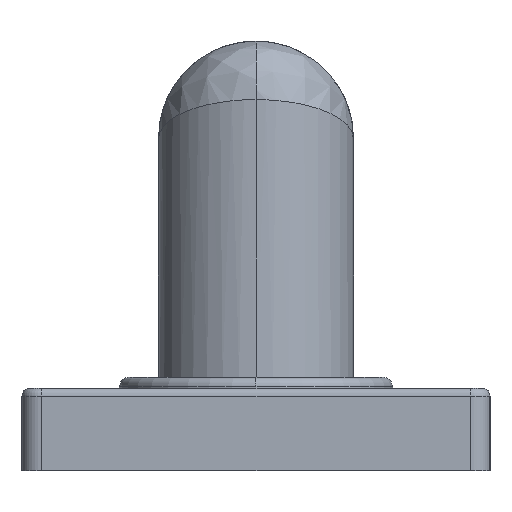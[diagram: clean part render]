
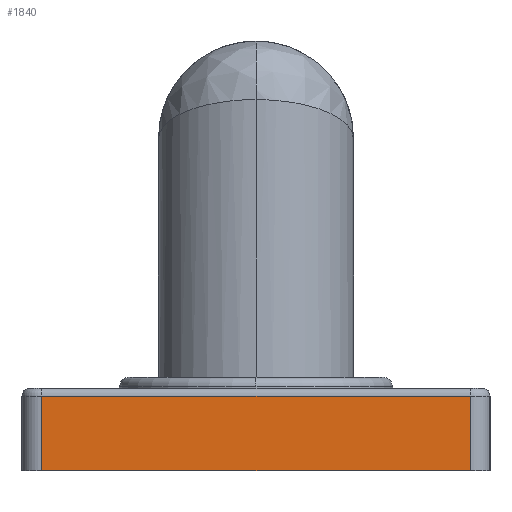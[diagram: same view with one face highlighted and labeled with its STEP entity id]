
A CAD part, left-side view. The second image highlights one B-rep face of the part: STEP entity #1840.
In plain terms, the highlighted planar face has unit normal (-1, 0, 0).
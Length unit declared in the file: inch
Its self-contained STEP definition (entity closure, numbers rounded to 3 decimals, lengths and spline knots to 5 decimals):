
#210=DIRECTION('',(0.,-1.,0.));
#211=VECTOR('',#210,2.75);
#212=CARTESIAN_POINT('',(-1.4912,1.375,0.));
#213=LINE('',#212,#211);
#301=DIRECTION('',(0.,-1.,0.));
#302=VECTOR('',#301,2.75);
#303=CARTESIAN_POINT('',(-1.4912,1.375,0.48));
#304=LINE('',#303,#302);
#308=DIRECTION('',(0.,0.,-1.));
#309=VECTOR('',#308,0.48);
#310=CARTESIAN_POINT('',(-1.4912,-1.375,0.48));
#311=LINE('',#310,#309);
#315=DIRECTION('',(0.,0.,-1.));
#316=VECTOR('',#315,0.48);
#317=CARTESIAN_POINT('',(-1.4912,1.375,0.48));
#318=LINE('',#317,#316);
#1600=CARTESIAN_POINT('',(-1.4912,-1.375,0.));
#1602=VERTEX_POINT('',#1600);
#1611=CARTESIAN_POINT('',(-1.4912,1.375,0.));
#1613=VERTEX_POINT('',#1611);
#1619=CARTESIAN_POINT('',(-1.4912,-1.375,0.48));
#1621=VERTEX_POINT('',#1619);
#1645=CARTESIAN_POINT('',(-1.4912,1.375,0.48));
#1646=VERTEX_POINT('',#1645);
#1828=CARTESIAN_POINT('',(-1.4912,1.5,0.));
#1829=DIRECTION('',(-1.,0.,0.));
#1830=DIRECTION('',(0.,-1.,0.));
#1831=AXIS2_PLACEMENT_3D('',#1828,#1829,#1830);
#1832=PLANE('',#1831);
#1833=ORIENTED_EDGE('',*,*,#1814,.T.);
#1834=ORIENTED_EDGE('',*,*,#1737,.T.);
#1835=ORIENTED_EDGE('',*,*,#1722,.F.);
#1837=ORIENTED_EDGE('',*,*,#1836,.F.);
#1838=EDGE_LOOP('',(#1833,#1834,#1835,#1837));
#1839=FACE_OUTER_BOUND('',#1838,.F.);
#1722=EDGE_CURVE('',#1613,#1602,#213,.T.);
#1737=EDGE_CURVE('',#1621,#1602,#311,.T.);
#1814=EDGE_CURVE('',#1646,#1621,#304,.T.);
#1836=EDGE_CURVE('',#1646,#1613,#318,.T.);
#1840=ADVANCED_FACE('',(#1839),#1832,.T.);
